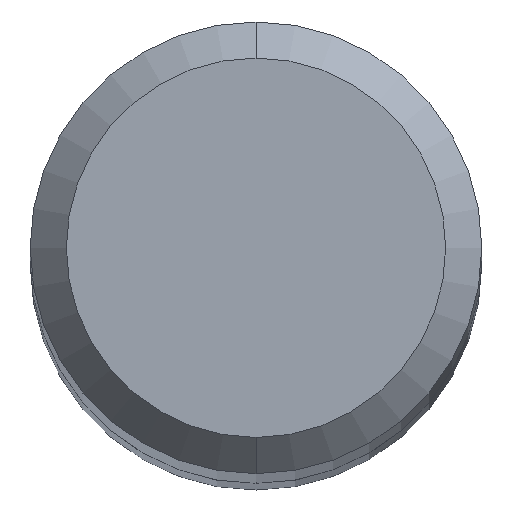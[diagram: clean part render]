
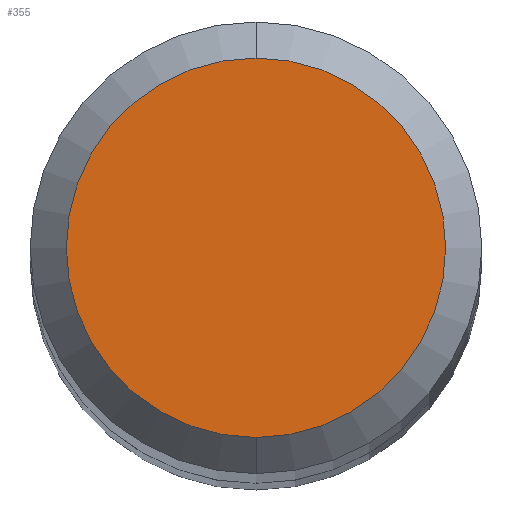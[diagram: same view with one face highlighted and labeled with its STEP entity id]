
A CAD part, top view. The second image highlights one B-rep face of the part: STEP entity #355.
In plain terms, the highlighted planar face has unit normal (0, 0, 1).
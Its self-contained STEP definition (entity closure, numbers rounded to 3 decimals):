
#227=EDGE_CURVE('',#297,#315,#509,.T.);
#229=EDGE_CURVE('',#315,#297,#511,.T.);
#297=VERTEX_POINT('',#585);
#315=VERTEX_POINT('',#603);
#355=ADVANCED_FACE('',(#647),#648,.T.);
#509=CIRCLE('',#865,2.1);
#511=CIRCLE('',#868,2.1);
#585=CARTESIAN_POINT('',(0.0,2.1,0.0));
#603=CARTESIAN_POINT('',(0.,-2.1,0.0));
#647=FACE_OUTER_BOUND('',#1147,.T.);
#648=PLANE('',#1148);
#865=AXIS2_PLACEMENT_3D('',#1404,#1405,#1406);
#868=AXIS2_PLACEMENT_3D('',#1407,#1408,#1409);
#1147=EDGE_LOOP('',(#1528,#1529));
#1148=AXIS2_PLACEMENT_3D('',#1530,#1531,#1532);
#1404=CARTESIAN_POINT('',(0.0,0.0,0.0));
#1405=DIRECTION('',(0.0,0.0,-1.0));
#1406=DIRECTION('',(0.0,1.0,0.0));
#1407=CARTESIAN_POINT('',(0.0,0.0,0.0));
#1408=DIRECTION('',(0.0,0.0,-1.0));
#1409=DIRECTION('',(0.0,1.0,0.0));
#1528=ORIENTED_EDGE('',*,*,#227,.F.);
#1529=ORIENTED_EDGE('',*,*,#229,.F.);
#1530=CARTESIAN_POINT('',(0.0,1.05,0.0));
#1531=DIRECTION('',(-0.0,0.0,1.0));
#1532=DIRECTION('',(0.0,-1.0,0.0));
